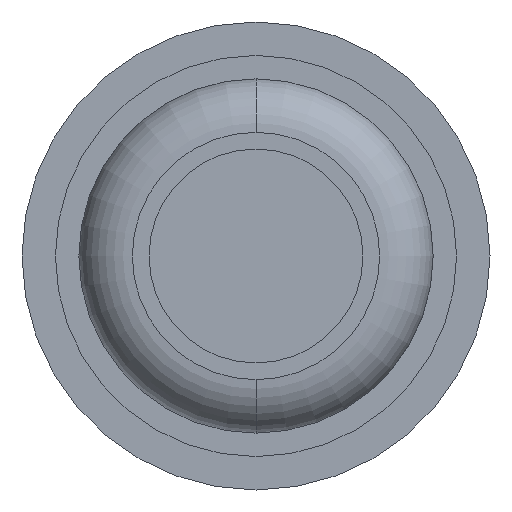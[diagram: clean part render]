
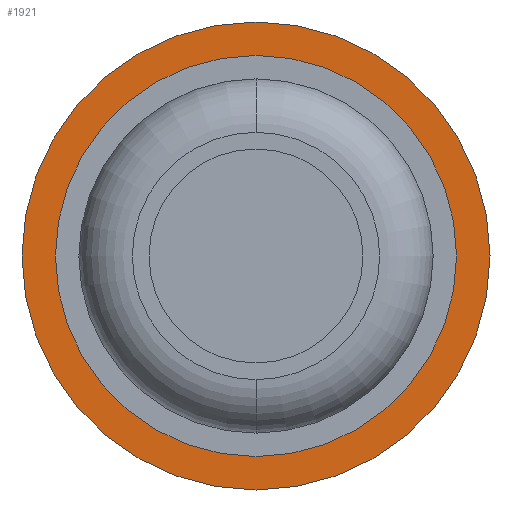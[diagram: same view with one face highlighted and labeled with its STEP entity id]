
A CAD part, front view. The second image highlights one B-rep face of the part: STEP entity #1921.
In plain terms, the highlighted planar face has unit normal (0, -1, 0).
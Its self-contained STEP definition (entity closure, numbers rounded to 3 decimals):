
#417 = CARTESIAN_POINT ( 'NONE',  ( 0., -0.8, -1.75 ) ) ;
#492 = CIRCLE ( 'NONE', #3612, 1.5 ) ;
#533 = CIRCLE ( 'NONE', #6138, 1.75 ) ;
#578 = CARTESIAN_POINT ( 'NONE',  ( -1.75, -0.8, 0. ) ) ;
#643 = AXIS2_PLACEMENT_3D ( 'NONE', #1807, #3226, #1332 ) ;
#965 = EDGE_CURVE ( 'Defeature ausgef�hrt1_124+Defeature ausgef�hrt1_123+Defeature ausgef�hrt1_123+Defeature ausgef�hrt1_123', #2250, #4965, #533, .T. ) ;
#1165 = VERTEX_POINT ( 'NONE', #5415 ) ;
#1225 = ORIENTED_EDGE ( 'NONE', *, *, #5234, .T. ) ;
#1332 = DIRECTION ( 'NONE',  ( 0., 0., 1. ) ) ;
#1347 = AXIS2_PLACEMENT_3D ( 'NONE', #3155, #2203, #4644 ) ;
#1542 = ORIENTED_EDGE ( 'NONE', *, *, #2068, .F. ) ;
#1543 = DIRECTION ( 'NONE',  ( 0., -1., 0. ) ) ;
#1566 = PLANE ( 'NONE',  #2130 ) ;
#1807 = CARTESIAN_POINT ( 'NONE',  ( 0., -0.8, 0. ) ) ;
#1848 = EDGE_LOOP ( 'NONE', ( #1542, #4445 ) ) ;
#1921 = ADVANCED_FACE ( 'Defeature ausgef�hrt1_123', ( #2970, #2755 ), #1566, .T. ) ;
#1999 = EDGE_CURVE ( 'Defeature ausgef�hrt1_123+Defeature ausgef�hrt1_122+Defeature ausgef�hrt1_122+Defeature ausgef�hrt1_122', #1165, #4596, #492, .T. ) ;
#2068 = EDGE_CURVE ( 'Defeature ausgef�hrt1_124+Defeature ausgef�hrt1_123+Defeature ausgef�hrt1_123+Defeature ausgef�hrt1_123', #4965, #2250, #3575, .T. ) ;
#2122 = DIRECTION ( 'NONE',  ( 0., 1., 0. ) ) ;
#2130 = AXIS2_PLACEMENT_3D ( 'NONE', #578, #1543, #2530 ) ;
#2203 = DIRECTION ( 'NONE',  ( 0., 1., 0. ) ) ;
#2250 = VERTEX_POINT ( 'NONE', #417 ) ;
#2530 = DIRECTION ( 'NONE',  ( 0., 0., -1. ) ) ;
#2557 = DIRECTION ( 'NONE',  ( 0., 0., 1. ) ) ;
#2755 = FACE_OUTER_BOUND ( 'NONE', #1848, .T. ) ;
#2854 = CARTESIAN_POINT ( 'NONE',  ( 0., -0.8, 1.75 ) ) ;
#2970 = FACE_BOUND ( 'NONE', #4906, .T. ) ;
#3155 = CARTESIAN_POINT ( 'NONE',  ( 0., -0.8, 0. ) ) ;
#3226 = DIRECTION ( 'NONE',  ( 0., 1., 0. ) ) ;
#3575 = CIRCLE ( 'NONE', #1347, 1.75 ) ;
#3612 = AXIS2_PLACEMENT_3D ( 'NONE', #4516, #2122, #2557 ) ;
#3647 = DIRECTION ( 'NONE',  ( 0., 1., 0. ) ) ;
#3957 = CARTESIAN_POINT ( 'NONE',  ( 0., -0.8, -1.5 ) ) ;
#4228 = ORIENTED_EDGE ( 'NONE', *, *, #1999, .T. ) ;
#4445 = ORIENTED_EDGE ( 'NONE', *, *, #965, .F. ) ;
#4516 = CARTESIAN_POINT ( 'NONE',  ( 0., -0.8, 0. ) ) ;
#4596 = VERTEX_POINT ( 'NONE', #3957 ) ;
#4599 = CARTESIAN_POINT ( 'NONE',  ( 0., -0.8, 0. ) ) ;
#4644 = DIRECTION ( 'NONE',  ( 0., 0., 1. ) ) ;
#4906 = EDGE_LOOP ( 'NONE', ( #4228, #1225 ) ) ;
#4965 = VERTEX_POINT ( 'NONE', #2854 ) ;
#5109 = DIRECTION ( 'NONE',  ( 0., 0., 1. ) ) ;
#5234 = EDGE_CURVE ( 'Defeature ausgef�hrt1_123+Defeature ausgef�hrt1_122+Defeature ausgef�hrt1_122+Defeature ausgef�hrt1_122', #4596, #1165, #5378, .T. ) ;
#5378 = CIRCLE ( 'NONE', #643, 1.5 ) ;
#5415 = CARTESIAN_POINT ( 'NONE',  ( 0., -0.8, 1.5 ) ) ;
#6138 = AXIS2_PLACEMENT_3D ( 'NONE', #4599, #3647, #5109 ) ;
